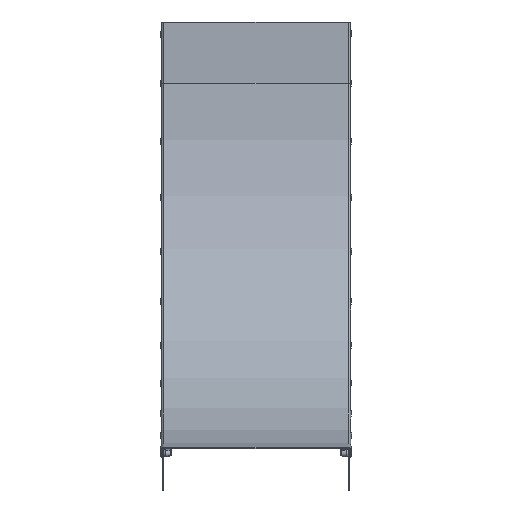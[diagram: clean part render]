
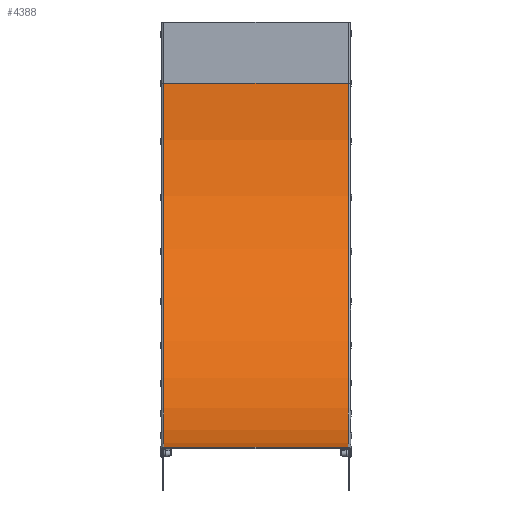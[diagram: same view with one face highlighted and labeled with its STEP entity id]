
A CAD part, top view. The second image highlights one B-rep face of the part: STEP entity #4388.
In plain terms, the highlighted cylindrical face has radius 299 mm (diameter 598 mm), a partial arc.
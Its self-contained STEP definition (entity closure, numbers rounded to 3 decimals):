
#897 = CARTESIAN_POINT ( 'NONE',  ( -75.5, -349., 300. ) ) ;
#1642 = VERTEX_POINT ( 'NONE', #10824 ) ;
#2071 = ORIENTED_EDGE ( 'NONE', *, *, #5870, .F. ) ;
#2729 = VERTEX_POINT ( 'NONE', #7246 ) ;
#3783 = LINE ( 'NONE', #11131, #14142 ) ;
#4093 = DIRECTION ( 'NONE',  ( -1., 0., 0. ) ) ;
#4388 = ADVANCED_FACE ( 'NONE', ( #7216 ), #10427, .F. ) ;
#4507 = VERTEX_POINT ( 'NONE', #897 ) ;
#4605 = DIRECTION ( 'NONE',  ( -1., 0., 0. ) ) ;
#5053 = CIRCLE ( 'NONE', #17015, 299. ) ;
#5722 = DIRECTION ( 'NONE',  ( 1., 0., 0. ) ) ;
#5870 = EDGE_CURVE ( 'NONE', #9201, #2729, #3783, .T. ) ;
#6912 = VECTOR ( 'NONE', #10754, 1000. ) ;
#7216 = FACE_OUTER_BOUND ( 'NONE', #16377, .T. ) ;
#7246 = CARTESIAN_POINT ( 'NONE',  ( 75.5, -50., 1. ) ) ;
#8592 = EDGE_CURVE ( 'NONE', #2729, #1642, #11292, .T. ) ;
#9201 = VERTEX_POINT ( 'NONE', #14340 ) ;
#9346 = ORIENTED_EDGE ( 'NONE', *, *, #9802, .T. ) ;
#9410 = CARTESIAN_POINT ( 'NONE',  ( -75.5, -349., 300. ) ) ;
#9734 = ORIENTED_EDGE ( 'NONE', *, *, #8592, .F. ) ;
#9802 = EDGE_CURVE ( 'NONE', #9201, #4507, #5053, .T. ) ;
#10427 = CYLINDRICAL_SURFACE ( 'NONE', #13622, 299. ) ;
#10721 = CARTESIAN_POINT ( 'NONE',  ( 0., -50., 300. ) ) ;
#10754 = DIRECTION ( 'NONE',  ( 1., 0., 0. ) ) ;
#10824 = CARTESIAN_POINT ( 'NONE',  ( 75.5, -349., 300. ) ) ;
#11131 = CARTESIAN_POINT ( 'NONE',  ( -75.5, -50., 1. ) ) ;
#11292 = CIRCLE ( 'NONE', #16337, 299. ) ;
#12160 = EDGE_CURVE ( 'NONE', #4507, #1642, #14493, .T. ) ;
#12215 = CARTESIAN_POINT ( 'NONE',  ( -75.5, -50., 300. ) ) ;
#12720 = CARTESIAN_POINT ( 'NONE',  ( 75.5, -50., 300. ) ) ;
#13539 = DIRECTION ( 'NONE',  ( 0., 0., 1. ) ) ;
#13622 = AXIS2_PLACEMENT_3D ( 'NONE', #10721, #16169, #16976 ) ;
#14052 = DIRECTION ( 'NONE',  ( 0., 0., 1. ) ) ;
#14142 = VECTOR ( 'NONE', #5722, 1000. ) ;
#14340 = CARTESIAN_POINT ( 'NONE',  ( -75.5, -50., 1. ) ) ;
#14493 = LINE ( 'NONE', #9410, #6912 ) ;
#16169 = DIRECTION ( 'NONE',  ( -1., 0., 0. ) ) ;
#16337 = AXIS2_PLACEMENT_3D ( 'NONE', #12720, #4605, #14052 ) ;
#16377 = EDGE_LOOP ( 'NONE', ( #2071, #9346, #16517, #9734 ) ) ;
#16517 = ORIENTED_EDGE ( 'NONE', *, *, #12160, .T. ) ;
#16976 = DIRECTION ( 'NONE',  ( 0., 0., 1. ) ) ;
#17015 = AXIS2_PLACEMENT_3D ( 'NONE', #12215, #4093, #13539 ) ;
